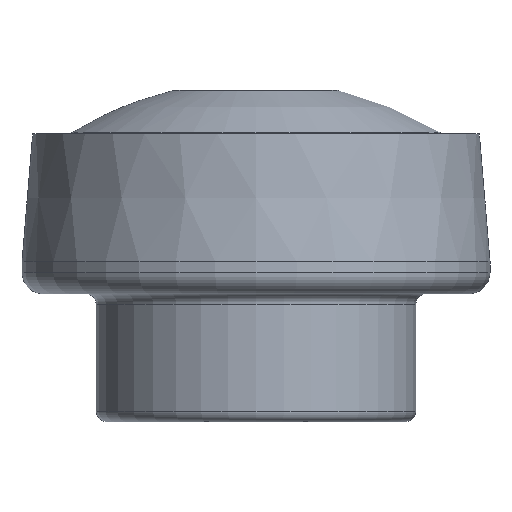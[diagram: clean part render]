
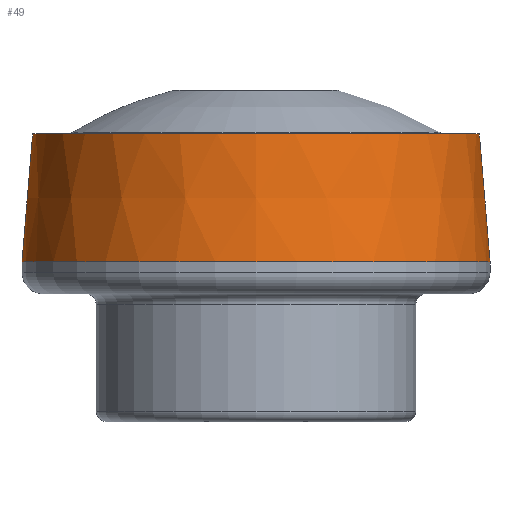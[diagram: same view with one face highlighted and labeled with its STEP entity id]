
A CAD part, front view. The second image highlights one B-rep face of the part: STEP entity #49.
In plain terms, the highlighted conical face has half-angle 4.764 degrees and reference radius 10.98 mm.
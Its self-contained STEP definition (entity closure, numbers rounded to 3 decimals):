
#49 = ADVANCED_FACE( '', ( #108, #109 ), #110, .T. );
#108 = FACE_BOUND( '', #183, .T. );
#109 = FACE_OUTER_BOUND( '', #184, .T. );
#110 = CONICAL_SURFACE( '', #185, 10.98, 0.083 );
#183 = EDGE_LOOP( '', ( #920 ) );
#184 = EDGE_LOOP( '', ( #921 ) );
#185 = AXIS2_PLACEMENT_3D( '', #922, #923, #924 );
#920 = ORIENTED_EDGE( '', *, *, #1006, .F. );
#921 = ORIENTED_EDGE( '', *, *, #1007, .T. );
#922 = CARTESIAN_POINT( '', ( 0., 0.02, 7.5 ) );
#923 = DIRECTION( '', ( 0., 0., -1. ) );
#924 = DIRECTION( '', ( -1., 0., 0. ) );
#1006 = EDGE_CURVE( '', #1047, #1047, #1048, .T. );
#1007 = EDGE_CURVE( '', #1049, #1049, #1050, .T. );
#1047 = VERTEX_POINT( '', #1275 );
#1048 = CIRCLE( '', #1276, 10.48 );
#1049 = VERTEX_POINT( '', #1277 );
#1050 = CIRCLE( '', #1278, 10.98 );
#1275 = CARTESIAN_POINT( '', ( 10.48, 0.02, 13.5 ) );
#1276 = AXIS2_PLACEMENT_3D( '', #1500, #1501, #1502 );
#1277 = CARTESIAN_POINT( '', ( 10.98, 0.02, 7.5 ) );
#1278 = AXIS2_PLACEMENT_3D( '', #1503, #1504, #1505 );
#1500 = CARTESIAN_POINT( '', ( 0., 0.02, 13.5 ) );
#1501 = DIRECTION( '', ( 0., 0., 1. ) );
#1502 = DIRECTION( '', ( 1., 0., 0. ) );
#1503 = CARTESIAN_POINT( '', ( 0., 0.02, 7.5 ) );
#1504 = DIRECTION( '', ( 0., 0., 1. ) );
#1505 = DIRECTION( '', ( 1., 0., 0. ) );
